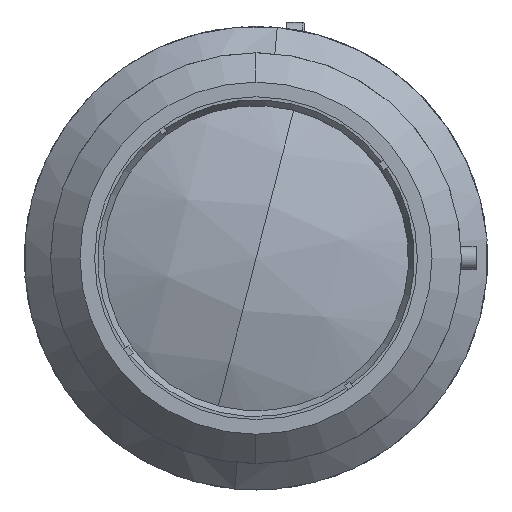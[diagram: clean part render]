
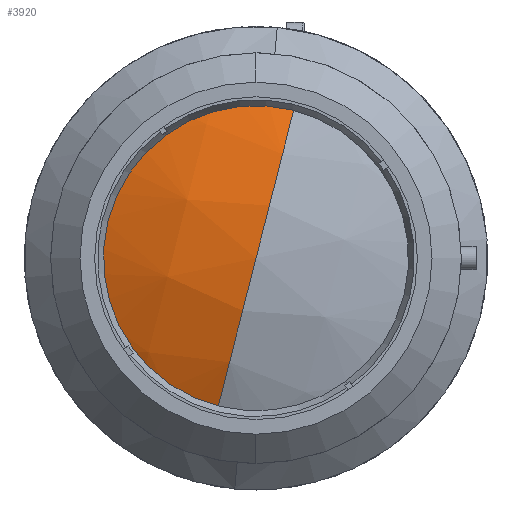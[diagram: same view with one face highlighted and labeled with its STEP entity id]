
A CAD part, left-side view. The second image highlights one B-rep face of the part: STEP entity #3920.
In plain terms, the highlighted spherical face has radius 65.508 mm.
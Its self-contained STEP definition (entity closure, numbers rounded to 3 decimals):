
#966 = DIRECTION ( 'NONE',  ( 0., 0.969, 0.247 ) ) ;
#1672 = EDGE_CURVE ( 'NONE', #12009, #20292, #5496, .T. ) ;
#1675 = ORIENTED_EDGE ( 'NONE', *, *, #7467, .T. ) ;
#2021 = CARTESIAN_POINT ( 'NONE',  ( 6.861, -6.66, 26.166 ) ) ;
#2116 = AXIS2_PLACEMENT_3D ( 'NONE', #20430, #9938, #22181 ) ;
#3920 = ADVANCED_FACE ( 'NONE', ( #11386 ), #10827, .T. ) ;
#4671 = CIRCLE ( 'NONE', #2116, 65.508 ) ;
#5496 = CIRCLE ( 'NONE', #5955, 65.508 ) ;
#5955 = AXIS2_PLACEMENT_3D ( 'NONE', #19996, #9522, #21783 ) ;
#6249 = VERTEX_POINT ( 'NONE', #2021 ) ;
#7467 = EDGE_CURVE ( 'NONE', #6249, #12009, #18382, .T. ) ;
#7485 = DIRECTION ( 'NONE',  ( 0., 0.969, 0.247 ) ) ;
#9026 = EDGE_LOOP ( 'NONE', ( #1675, #10221, #16958 ) ) ;
#9522 = DIRECTION ( 'NONE',  ( 0., 0.969, 0.247 ) ) ;
#9938 = DIRECTION ( 'NONE',  ( 0., -0.969, -0.247 ) ) ;
#10221 = ORIENTED_EDGE ( 'NONE', *, *, #1672, .T. ) ;
#10827 = SPHERICAL_SURFACE ( 'NONE', #13308, 65.508 ) ;
#11386 = FACE_OUTER_BOUND ( 'NONE', #9026, .T. ) ;
#11470 = DIRECTION ( 'NONE',  ( -1., 0., 0. ) ) ;
#12009 = VERTEX_POINT ( 'NONE', #18715 ) ;
#12558 = CARTESIAN_POINT ( 'NONE',  ( 66.546, 0., 0. ) ) ;
#12802 = AXIS2_PLACEMENT_3D ( 'NONE', #21961, #11470, #966 ) ;
#13308 = AXIS2_PLACEMENT_3D ( 'NONE', #12558, #7485, #19741 ) ;
#16958 = ORIENTED_EDGE ( 'NONE', *, *, #22177, .F. ) ;
#18382 = CIRCLE ( 'NONE', #12802, 27. ) ;
#18715 = CARTESIAN_POINT ( 'NONE',  ( 6.861, 6.66, -26.166 ) ) ;
#19741 = DIRECTION ( 'NONE',  ( 0., -0.247, 0.969 ) ) ;
#19996 = CARTESIAN_POINT ( 'NONE',  ( 66.546, 0., 0. ) ) ;
#20292 = VERTEX_POINT ( 'NONE', #20468 ) ;
#20430 = CARTESIAN_POINT ( 'NONE',  ( 66.546, 0., 0. ) ) ;
#20468 = CARTESIAN_POINT ( 'NONE',  ( 1.038, 0., 0. ) ) ;
#21783 = DIRECTION ( 'NONE',  ( 0., -0.247, 0.969 ) ) ;
#21961 = CARTESIAN_POINT ( 'NONE',  ( 6.861, 0., 0. ) ) ;
#22177 = EDGE_CURVE ( 'NONE', #6249, #20292, #4671, .T. ) ;
#22181 = DIRECTION ( 'NONE',  ( 0., 0.247, -0.969 ) ) ;
